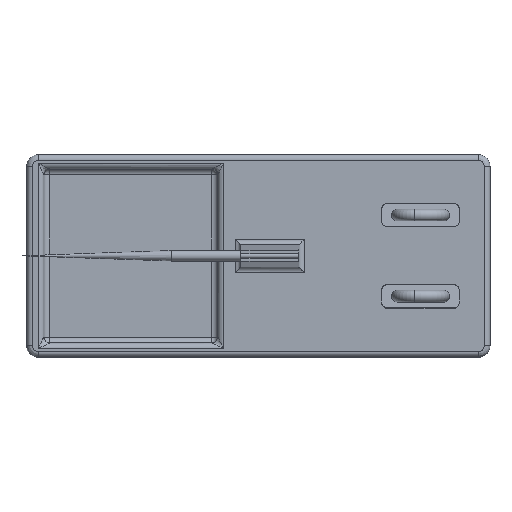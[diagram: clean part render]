
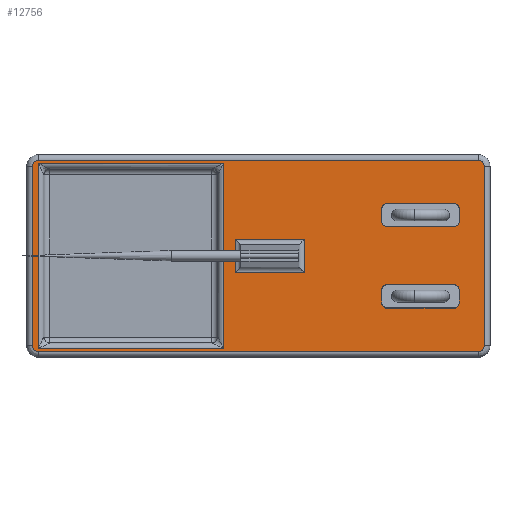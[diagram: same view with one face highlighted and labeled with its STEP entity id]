
A CAD part, top view. The second image highlights one B-rep face of the part: STEP entity #12756.
In plain terms, the highlighted planar face has unit normal (0, 0, 1).
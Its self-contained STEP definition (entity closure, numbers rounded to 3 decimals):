
#840=FACE_BOUND('',#4072,.T.);
#841=FACE_BOUND('',#4073,.T.);
#842=FACE_BOUND('',#4074,.T.);
#843=FACE_BOUND('',#4075,.T.);
#952=LINE('',#15929,#2000);
#953=LINE('',#15934,#2001);
#956=LINE('',#15977,#2004);
#960=LINE('',#16090,#2008);
#968=LINE('',#16144,#2016);
#969=LINE('',#16181,#2017);
#987=LINE('',#16414,#2035);
#989=LINE('',#16417,#2037);
#991=LINE('',#16421,#2039);
#992=LINE('',#16424,#2040);
#994=LINE('',#16432,#2042);
#995=LINE('',#16436,#2043);
#996=LINE('',#16440,#2044);
#997=LINE('',#16443,#2045);
#998=LINE('',#16446,#2046);
#999=LINE('',#16448,#2047);
#1000=LINE('',#16450,#2048);
#1001=LINE('',#16451,#2049);
#1002=LINE('',#16452,#2050);
#1003=LINE('',#16453,#2051);
#2000=VECTOR('',#13937,10.);
#2001=VECTOR('',#13944,10.);
#2004=VECTOR('',#13959,10.);
#2008=VECTOR('',#13987,10.);
#2016=VECTOR('',#14011,10.);
#2017=VECTOR('',#14022,10.);
#2035=VECTOR('',#14122,10.);
#2037=VECTOR('',#14126,10.);
#2039=VECTOR('',#14132,10.);
#2040=VECTOR('',#14137,10.);
#2042=VECTOR('',#14145,10.);
#2043=VECTOR('',#14148,10.);
#2044=VECTOR('',#14151,10.);
#2045=VECTOR('',#14154,10.);
#2046=VECTOR('',#14155,10.);
#2047=VECTOR('',#14156,10.);
#2048=VECTOR('',#14157,10.);
#2049=VECTOR('',#14158,10.);
#2050=VECTOR('',#14159,10.);
#2051=VECTOR('',#14160,10.);
#3052=PLANE('',#13550);
#3332=FACE_OUTER_BOUND('',#4071,.T.);
#4071=EDGE_LOOP('',(#8444,#8445,#8446,#8447,#8448,#8449,#8450,#8451));
#4072=EDGE_LOOP('',(#8452,#8453,#8454,#8455));
#4073=EDGE_LOOP('',(#8456,#8457,#8458,#8459));
#4074=EDGE_LOOP('',(#8460,#8461,#8462,#8463));
#4075=EDGE_LOOP('',(#8464,#8465,#8466,#8467));
#4898=CIRCLE('',#13551,1.);
#4899=CIRCLE('',#13552,1.);
#4900=CIRCLE('',#13553,1.);
#4901=CIRCLE('',#13554,1.);
#4957=VERTEX_POINT('',#15916);
#4961=VERTEX_POINT('',#15928);
#4962=VERTEX_POINT('',#15932);
#4966=VERTEX_POINT('',#15975);
#4971=VERTEX_POINT('',#16082);
#4973=VERTEX_POINT('',#16088);
#4977=VERTEX_POINT('',#16129);
#4981=VERTEX_POINT('',#16143);
#4988=VERTEX_POINT('',#16255);
#4994=VERTEX_POINT('',#16301);
#5000=VERTEX_POINT('',#16350);
#5006=VERTEX_POINT('',#16399);
#5007=VERTEX_POINT('',#16428);
#5008=VERTEX_POINT('',#16429);
#5009=VERTEX_POINT('',#16431);
#5010=VERTEX_POINT('',#16433);
#5011=VERTEX_POINT('',#16435);
#5012=VERTEX_POINT('',#16437);
#5013=VERTEX_POINT('',#16439);
#5014=VERTEX_POINT('',#16441);
#5015=VERTEX_POINT('',#16444);
#5016=VERTEX_POINT('',#16445);
#5017=VERTEX_POINT('',#16447);
#5018=VERTEX_POINT('',#16449);
#6276=EDGE_CURVE('',#4957,#4961,#952,.T.);
#6279=EDGE_CURVE('',#4962,#4957,#953,.T.);
#6286=EDGE_CURVE('',#4966,#4962,#956,.T.);
#6299=EDGE_CURVE('',#4973,#4971,#960,.T.);
#6311=EDGE_CURVE('',#4977,#4981,#968,.T.);
#6316=EDGE_CURVE('',#4981,#4973,#969,.T.);
#6360=EDGE_CURVE('',#4988,#5000,#987,.T.);
#6362=EDGE_CURVE('',#4994,#4988,#989,.T.);
#6364=EDGE_CURVE('',#5006,#4994,#991,.T.);
#6365=EDGE_CURVE('',#5000,#5006,#992,.T.);
#6367=EDGE_CURVE('',#5007,#5008,#4898,.T.);
#6368=EDGE_CURVE('',#5009,#5007,#994,.T.);
#6369=EDGE_CURVE('',#5010,#5009,#4899,.T.);
#6370=EDGE_CURVE('',#5011,#5010,#995,.T.);
#6371=EDGE_CURVE('',#5012,#5011,#4900,.T.);
#6372=EDGE_CURVE('',#5013,#5012,#996,.T.);
#6373=EDGE_CURVE('',#5014,#5013,#4901,.T.);
#6374=EDGE_CURVE('',#5008,#5014,#997,.T.);
#6375=EDGE_CURVE('',#5015,#5016,#998,.T.);
#6376=EDGE_CURVE('',#5017,#5015,#999,.T.);
#6377=EDGE_CURVE('',#5018,#5017,#1000,.T.);
#6378=EDGE_CURVE('',#5016,#5018,#1001,.T.);
#6379=EDGE_CURVE('',#4961,#4966,#1002,.T.);
#6380=EDGE_CURVE('',#4971,#4977,#1003,.T.);
#8444=ORIENTED_EDGE('',*,*,#6367,.F.);
#8445=ORIENTED_EDGE('',*,*,#6368,.F.);
#8446=ORIENTED_EDGE('',*,*,#6369,.F.);
#8447=ORIENTED_EDGE('',*,*,#6370,.F.);
#8448=ORIENTED_EDGE('',*,*,#6371,.F.);
#8449=ORIENTED_EDGE('',*,*,#6372,.F.);
#8450=ORIENTED_EDGE('',*,*,#6373,.F.);
#8451=ORIENTED_EDGE('',*,*,#6374,.F.);
#8452=ORIENTED_EDGE('',*,*,#6375,.F.);
#8453=ORIENTED_EDGE('',*,*,#6376,.F.);
#8454=ORIENTED_EDGE('',*,*,#6377,.F.);
#8455=ORIENTED_EDGE('',*,*,#6378,.F.);
#8456=ORIENTED_EDGE('',*,*,#6279,.F.);
#8457=ORIENTED_EDGE('',*,*,#6286,.F.);
#8458=ORIENTED_EDGE('',*,*,#6379,.F.);
#8459=ORIENTED_EDGE('',*,*,#6276,.F.);
#8460=ORIENTED_EDGE('',*,*,#6380,.F.);
#8461=ORIENTED_EDGE('',*,*,#6299,.F.);
#8462=ORIENTED_EDGE('',*,*,#6316,.F.);
#8463=ORIENTED_EDGE('',*,*,#6311,.F.);
#8464=ORIENTED_EDGE('',*,*,#6364,.F.);
#8465=ORIENTED_EDGE('',*,*,#6365,.F.);
#8466=ORIENTED_EDGE('',*,*,#6360,.F.);
#8467=ORIENTED_EDGE('',*,*,#6362,.F.);
#12756=ADVANCED_FACE('',(#3332,#840,#841,#842,#843),#3052,.T.);
#13550=AXIS2_PLACEMENT_3D('',#16427,#14141,#14142);
#13551=AXIS2_PLACEMENT_3D('',#16430,#14143,#14144);
#13552=AXIS2_PLACEMENT_3D('',#16434,#14146,#14147);
#13553=AXIS2_PLACEMENT_3D('',#16438,#14149,#14150);
#13554=AXIS2_PLACEMENT_3D('',#16442,#14152,#14153);
#13937=DIRECTION('',(1.,0.,0.));
#13944=DIRECTION('',(0.,-1.,0.));
#13959=DIRECTION('',(-1.,0.,0.));
#13987=DIRECTION('',(-1.,0.,0.));
#14011=DIRECTION('',(1.,0.,0.));
#14022=DIRECTION('',(0.,1.,0.));
#14122=DIRECTION('',(0.,1.,0.));
#14126=DIRECTION('',(1.,0.,0.));
#14132=DIRECTION('',(0.,-1.,0.));
#14137=DIRECTION('',(-1.,0.,0.));
#14141=DIRECTION('center_axis',(0.,0.,1.));
#14142=DIRECTION('ref_axis',(1.,0.,0.));
#14143=DIRECTION('center_axis',(0.,0.,-1.));
#14144=DIRECTION('ref_axis',(0.707,0.707,0.));
#14145=DIRECTION('',(1.,0.,0.));
#14146=DIRECTION('center_axis',(0.,0.,-1.));
#14147=DIRECTION('ref_axis',(-0.707,0.707,0.));
#14148=DIRECTION('',(0.,1.,0.));
#14149=DIRECTION('center_axis',(0.,0.,-1.));
#14150=DIRECTION('ref_axis',(-0.707,-0.707,0.));
#14151=DIRECTION('',(-1.,0.,0.));
#14152=DIRECTION('center_axis',(0.,0.,-1.));
#14153=DIRECTION('ref_axis',(0.707,-0.707,0.));
#14154=DIRECTION('',(0.,-1.,0.));
#14155=DIRECTION('',(0.,1.,0.));
#14156=DIRECTION('',(1.,0.,0.));
#14157=DIRECTION('',(0.,-1.,0.));
#14158=DIRECTION('',(-1.,0.,0.));
#14159=DIRECTION('',(0.,1.,0.));
#14160=DIRECTION('',(0.,-1.,0.));
#15916=CARTESIAN_POINT('',(22.,-9.,10.));
#15928=CARTESIAN_POINT('',(34.,-9.,10.));
#15929=CARTESIAN_POINT('',(11.5,-9.,10.));
#15932=CARTESIAN_POINT('',(22.,-5.,10.));
#15934=CARTESIAN_POINT('',(22.,-3.,10.));
#15975=CARTESIAN_POINT('',(34.,-5.,10.));
#15977=CARTESIAN_POINT('',(16.5,-5.,10.));
#16082=CARTESIAN_POINT('',(22.,9.,10.));
#16088=CARTESIAN_POINT('',(34.,9.,10.));
#16090=CARTESIAN_POINT('',(16.5,9.,10.));
#16129=CARTESIAN_POINT('',(22.,5.,10.));
#16143=CARTESIAN_POINT('',(34.,5.,10.));
#16144=CARTESIAN_POINT('',(11.5,5.,10.));
#16181=CARTESIAN_POINT('',(34.,3.,10.));
#16255=CARTESIAN_POINT('',(-6.,-16.,10.));
#16301=CARTESIAN_POINT('',(-38.,-16.,10.));
#16350=CARTESIAN_POINT('',(-6.,16.,10.));
#16399=CARTESIAN_POINT('',(-38.,16.,10.));
#16414=CARTESIAN_POINT('',(-6.,7.5,10.));
#16417=CARTESIAN_POINT('',(-3.5,-16.,10.));
#16421=CARTESIAN_POINT('',(-38.,-7.5,10.));
#16424=CARTESIAN_POINT('',(-18.5,16.,10.));
#16427=CARTESIAN_POINT('Origin',(0.,0.,10.));
#16428=CARTESIAN_POINT('',(38.,16.5,10.));
#16429=CARTESIAN_POINT('',(39.,15.5,10.));
#16430=CARTESIAN_POINT('Origin',(38.,15.5,10.));
#16431=CARTESIAN_POINT('',(-38.,16.5,10.));
#16432=CARTESIAN_POINT('',(20.,16.5,10.));
#16433=CARTESIAN_POINT('',(-39.,15.5,10.));
#16434=CARTESIAN_POINT('Origin',(-38.,15.5,10.));
#16435=CARTESIAN_POINT('',(-39.,-15.5,10.));
#16436=CARTESIAN_POINT('',(-39.,8.75,10.));
#16437=CARTESIAN_POINT('',(-38.,-16.5,10.));
#16438=CARTESIAN_POINT('Origin',(-38.,-15.5,10.));
#16439=CARTESIAN_POINT('',(38.,-16.5,10.));
#16440=CARTESIAN_POINT('',(-20.,-16.5,10.));
#16441=CARTESIAN_POINT('',(39.,-15.5,10.));
#16442=CARTESIAN_POINT('Origin',(38.,-15.5,10.));
#16443=CARTESIAN_POINT('',(39.,-8.75,10.));
#16444=CARTESIAN_POINT('',(8.,-2.899,10.));
#16445=CARTESIAN_POINT('',(8.,2.899,10.));
#16446=CARTESIAN_POINT('',(8.,-0.25,10.));
#16447=CARTESIAN_POINT('',(-4.,-2.899,10.));
#16448=CARTESIAN_POINT('',(-1.5,-2.899,10.));
#16449=CARTESIAN_POINT('',(-4.,2.899,10.));
#16450=CARTESIAN_POINT('',(-4.,0.25,10.));
#16451=CARTESIAN_POINT('',(3.5,2.899,10.));
#16452=CARTESIAN_POINT('',(34.,-4.,10.));
#16453=CARTESIAN_POINT('',(22.,4.,10.));
